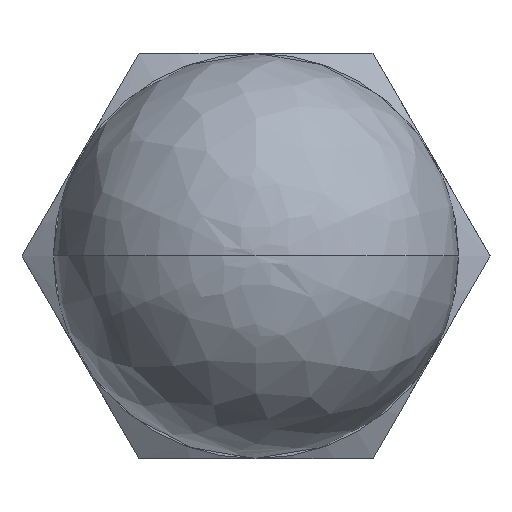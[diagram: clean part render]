
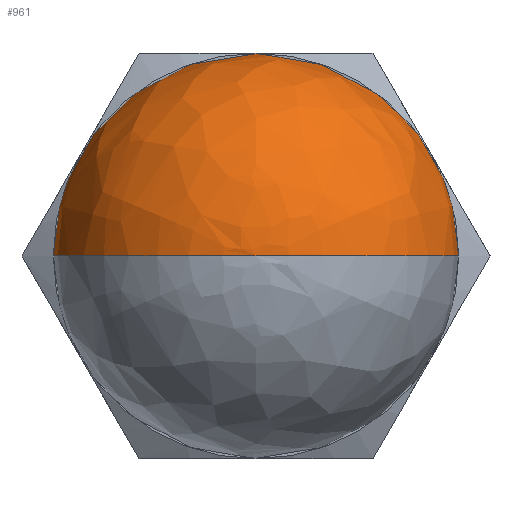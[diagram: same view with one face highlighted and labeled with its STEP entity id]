
A CAD part, front view. The second image highlights one B-rep face of the part: STEP entity #961.
In plain terms, the highlighted free-form (B-spline) face has degree [3, 3] with [4, 4] control points.
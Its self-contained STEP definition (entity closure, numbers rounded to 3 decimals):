
#16 = VERTEX_POINT ( 'NONE', #190 ) ;
#28 = CARTESIAN_POINT ( 'NONE',  ( 0., -6.5, 0. ) ) ;
#34 = VERTEX_POINT ( 'NONE', #639 ) ;
#37 = CARTESIAN_POINT ( 'NONE',  ( 6.907, -6.5, 13.814 ) ) ;
#49 = CARTESIAN_POINT ( 'NONE',  ( 0., 4.69, 0. ) ) ;
#56 = ORIENTED_EDGE ( 'NONE', *, *, #301, .T. ) ;
#66 = ORIENTED_EDGE ( 'NONE', *, *, #828, .F. ) ;
#119 = DIRECTION ( 'NONE',  ( 0., 0., 1. ) ) ;
#124 = CIRCLE ( 'NONE', #243, 6.5 ) ;
#138 = AXIS2_PLACEMENT_3D ( 'NONE', #339, #119, #804 ) ;
#155 = CARTESIAN_POINT ( 'NONE',  ( 0., -6.5, 0. ) ) ;
#181 = CARTESIAN_POINT ( 'NONE',  ( 4.5, 4.69, 0. ) ) ;
#190 = CARTESIAN_POINT ( 'NONE',  ( 0., 4.69, 4.5 ) ) ;
#199 = EDGE_LOOP ( 'NONE', ( #550, #56, #66, #641 ) ) ;
#202 = AXIS2_PLACEMENT_3D ( 'NONE', #477, #268, #776 ) ;
#233 =( BOUNDED_SURFACE ( )  B_SPLINE_SURFACE ( 3, 3, ( 
 ( #726, #420, #714, #181 ),
 ( #429, #483, #627, #352 ),
 ( #721, #567, #37, #258 ),
 ( #28, #345, #358, #708 ) ),
 .UNSPECIFIED., .F., .F., .F. ) 
 B_SPLINE_SURFACE_WITH_KNOTS ( ( 4, 4 ),
 ( 4, 4 ),
 ( 0., 1. ),
 ( 0., 1. ),
 .UNSPECIFIED. ) 
 GEOMETRIC_REPRESENTATION_ITEM ( )  RATIONAL_B_SPLINE_SURFACE ( (
 ( 1., 0.333, 0.333, 1.),
 ( 0.582, 0.194, 0.194, 0.582),
 ( 0.582, 0.194, 0.194, 0.582),
 ( 1., 0.333, 0.333, 1.) ) ) 
 REPRESENTATION_ITEM ( '' )  SURFACE ( )  );
#243 = AXIS2_PLACEMENT_3D ( 'NONE', #773, #864, #781 ) ;
#258 = CARTESIAN_POINT ( 'NONE',  ( 6.907, -6.5, 0. ) ) ;
#268 = DIRECTION ( 'NONE',  ( 0., -1., 0. ) ) ;
#301 = EDGE_CURVE ( 'NONE', #34, #706, #438, .T. ) ;
#339 = CARTESIAN_POINT ( 'NONE',  ( 0., 0., 0. ) ) ;
#345 = CARTESIAN_POINT ( 'NONE',  ( 0., -6.5, 0. ) ) ;
#352 = CARTESIAN_POINT ( 'NONE',  ( 9.484, -0.092, 0. ) ) ;
#358 = CARTESIAN_POINT ( 'NONE',  ( 0., -6.5, 0. ) ) ;
#420 = CARTESIAN_POINT ( 'NONE',  ( -4.5, 4.69, 9. ) ) ;
#429 = CARTESIAN_POINT ( 'NONE',  ( -9.484, -0.092, 0. ) ) ;
#438 = CIRCLE ( 'NONE', #138, 6.5 ) ;
#443 = AXIS2_PLACEMENT_3D ( 'NONE', #49, #866, #487 ) ;
#477 = CARTESIAN_POINT ( 'NONE',  ( 0., 4.69, 0. ) ) ;
#483 = CARTESIAN_POINT ( 'NONE',  ( -9.484, -0.092, 18.969 ) ) ;
#487 = DIRECTION ( 'NONE',  ( 1., 0., 0. ) ) ;
#550 = ORIENTED_EDGE ( 'NONE', *, *, #910, .T. ) ;
#555 = CARTESIAN_POINT ( 'NONE',  ( 4.5, 4.69, 0. ) ) ;
#567 = CARTESIAN_POINT ( 'NONE',  ( -6.907, -6.5, 13.814 ) ) ;
#590 = CIRCLE ( 'NONE', #202, 4.5 ) ;
#627 = CARTESIAN_POINT ( 'NONE',  ( 9.484, -0.092, 18.969 ) ) ;
#639 = CARTESIAN_POINT ( 'NONE',  ( -4.5, 4.69, 0. ) ) ;
#641 = ORIENTED_EDGE ( 'NONE', *, *, #922, .T. ) ;
#654 = CIRCLE ( 'NONE', #443, 4.5 ) ;
#706 = VERTEX_POINT ( 'NONE', #155 ) ;
#708 = CARTESIAN_POINT ( 'NONE',  ( 0., -6.5, 0. ) ) ;
#714 = CARTESIAN_POINT ( 'NONE',  ( 4.5, 4.69, 9. ) ) ;
#721 = CARTESIAN_POINT ( 'NONE',  ( -6.907, -6.5, 0. ) ) ;
#726 = CARTESIAN_POINT ( 'NONE',  ( -4.5, 4.69, 0. ) ) ;
#773 = CARTESIAN_POINT ( 'NONE',  ( 0., 0., 0. ) ) ;
#776 = DIRECTION ( 'NONE',  ( 1., 0., 0. ) ) ;
#781 = DIRECTION ( 'NONE',  ( 0., 1., 0. ) ) ;
#794 = FACE_OUTER_BOUND ( 'NONE', #199, .T. ) ;
#804 = DIRECTION ( 'NONE',  ( 0., 1., 0. ) ) ;
#811 = VERTEX_POINT ( 'NONE', #555 ) ;
#828 = EDGE_CURVE ( 'NONE', #811, #706, #124, .T. ) ;
#864 = DIRECTION ( 'NONE',  ( 0., 0., -1. ) ) ;
#866 = DIRECTION ( 'NONE',  ( 0., -1., 0. ) ) ;
#910 = EDGE_CURVE ( 'NONE', #16, #34, #654, .T. ) ;
#922 = EDGE_CURVE ( 'NONE', #811, #16, #590, .T. ) ;
#961 = ADVANCED_FACE ( 'NONE', ( #794 ), #233, .T. ) ;
